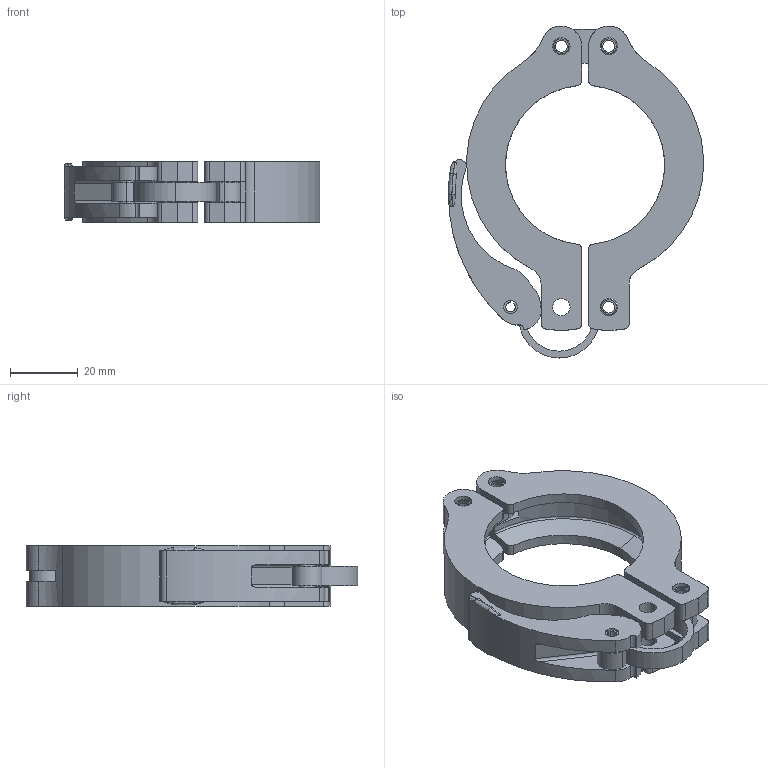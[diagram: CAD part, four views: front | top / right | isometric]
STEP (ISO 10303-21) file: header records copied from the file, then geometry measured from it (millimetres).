
FILE_DESCRIPTION (( 'STEP AP214' ), '1' );
FILE_NAME ('110BSS040.step', '2017-07-06T09:18:33', ( 'install' ), ( '' ), 'SwSTEP 2.0', 'SolidWorks 2015', '' );
FILE_SCHEMA (( 'AUTOMOTIVE_DESIGN' ));
Length unit declared in the file: millimetre
Products named in the file (1): 110BSS040
Bounding box: 75.33 x 98 x 18 mm (x, y, z)
Volume: 38284.7 mm3; surface area: 22546 mm2
Topology: 5 solids, 5 shells, 235 faces, 665 edges, 438 vertices
Faces by surface type: cylinder 111, plane 78, cone 30, bspline 16
Entity records: 9535 total; most frequent: CARTESIAN_POINT 2762, ORIENTED_EDGE 1330, DIRECTION 1319, EDGE_CURVE 665, AXIS2_PLACEMENT_3D 506, VERTEX_POINT 438, LINE 307, VECTOR 307
